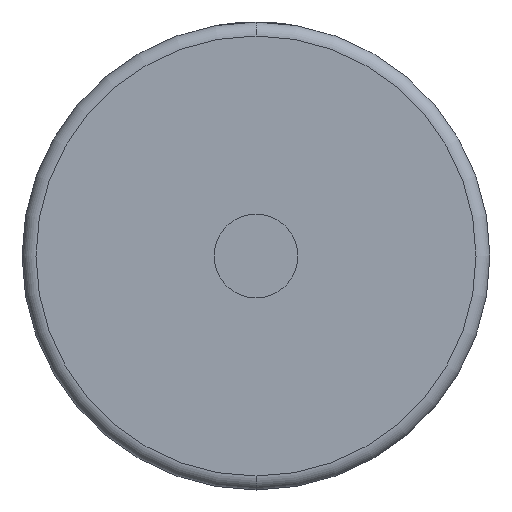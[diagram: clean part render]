
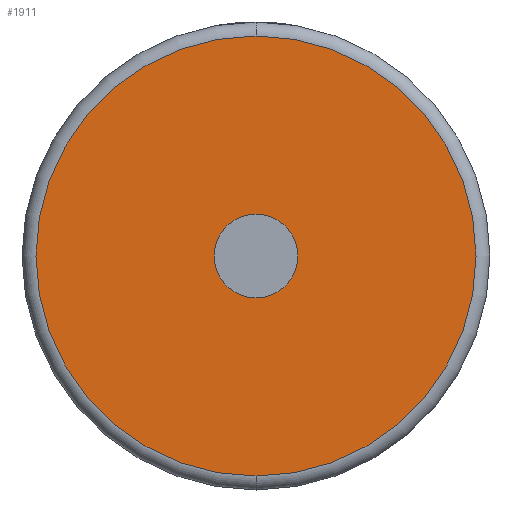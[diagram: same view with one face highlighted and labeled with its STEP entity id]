
A CAD part, front view. The second image highlights one B-rep face of the part: STEP entity #1911.
In plain terms, the highlighted planar face has unit normal (0, -1, 0).
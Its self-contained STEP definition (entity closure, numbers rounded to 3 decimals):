
#70 = VERTEX_POINT ( 'NONE', #1180 ) ;
#78 = CIRCLE ( 'NONE', #2676, 31.5 ) ;
#119 = DIRECTION ( 'NONE',  ( 0., -1., 0. ) ) ;
#295 = EDGE_CURVE ( 'NONE', #2100, #1823, #3291, .T. ) ;
#428 = CARTESIAN_POINT ( 'NONE',  ( 0., 0., 0. ) ) ;
#530 = ORIENTED_EDGE ( 'NONE', *, *, #295, .T. ) ;
#532 = DIRECTION ( 'NONE',  ( 0., 0., 1. ) ) ;
#602 = FACE_OUTER_BOUND ( 'NONE', #938, .T. ) ;
#640 = CARTESIAN_POINT ( 'NONE',  ( 0., 0., -6. ) ) ;
#676 = VERTEX_POINT ( 'NONE', #640 ) ;
#812 = EDGE_CURVE ( 'NONE', #676, #70, #3472, .T. ) ;
#938 = EDGE_LOOP ( 'NONE', ( #1779, #530 ) ) ;
#1106 = DIRECTION ( 'NONE',  ( 0., -1., 0. ) ) ;
#1180 = CARTESIAN_POINT ( 'NONE',  ( 0., 0., 6. ) ) ;
#1496 = AXIS2_PLACEMENT_3D ( 'NONE', #2435, #2161, #3316 ) ;
#1569 = DIRECTION ( 'NONE',  ( 0., 1., 0. ) ) ;
#1666 = ORIENTED_EDGE ( 'NONE', *, *, #812, .F. ) ;
#1677 = CARTESIAN_POINT ( 'NONE',  ( 0., 0., 0. ) ) ;
#1779 = ORIENTED_EDGE ( 'NONE', *, *, #3269, .T. ) ;
#1823 = VERTEX_POINT ( 'NONE', #2385 ) ;
#1865 = DIRECTION ( 'NONE',  ( 0., 0., 1. ) ) ;
#1911 = ADVANCED_FACE ( 'NONE', ( #602, #2799 ), #3331, .F. ) ;
#1912 = EDGE_LOOP ( 'NONE', ( #2927, #1666 ) ) ;
#2100 = VERTEX_POINT ( 'NONE', #2783 ) ;
#2104 = EDGE_CURVE ( 'NONE', #70, #676, #3180, .T. ) ;
#2135 = DIRECTION ( 'NONE',  ( 0., 0., 1. ) ) ;
#2161 = DIRECTION ( 'NONE',  ( 0., -1., 0. ) ) ;
#2385 = CARTESIAN_POINT ( 'NONE',  ( 0., 0., 31.5 ) ) ;
#2399 = AXIS2_PLACEMENT_3D ( 'NONE', #3163, #3440, #532 ) ;
#2435 = CARTESIAN_POINT ( 'NONE',  ( 0., 0., 0. ) ) ;
#2676 = AXIS2_PLACEMENT_3D ( 'NONE', #3323, #119, #2135 ) ;
#2783 = CARTESIAN_POINT ( 'NONE',  ( 0., 0., -31.5 ) ) ;
#2799 = FACE_BOUND ( 'NONE', #1912, .T. ) ;
#2927 = ORIENTED_EDGE ( 'NONE', *, *, #2104, .F. ) ;
#2946 = AXIS2_PLACEMENT_3D ( 'NONE', #1677, #1106, #3734 ) ;
#3163 = CARTESIAN_POINT ( 'NONE',  ( 0., 0., 0. ) ) ;
#3180 = CIRCLE ( 'NONE', #2946, 6. ) ;
#3269 = EDGE_CURVE ( 'NONE', #1823, #2100, #78, .T. ) ;
#3291 = CIRCLE ( 'NONE', #1496, 31.5 ) ;
#3316 = DIRECTION ( 'NONE',  ( 0., 0., 1. ) ) ;
#3323 = CARTESIAN_POINT ( 'NONE',  ( 0., 0., 0. ) ) ;
#3331 = PLANE ( 'NONE',  #3533 ) ;
#3440 = DIRECTION ( 'NONE',  ( 0., -1., 0. ) ) ;
#3472 = CIRCLE ( 'NONE', #2399, 6. ) ;
#3533 = AXIS2_PLACEMENT_3D ( 'NONE', #428, #1569, #1865 ) ;
#3734 = DIRECTION ( 'NONE',  ( 0., 0., 1. ) ) ;
